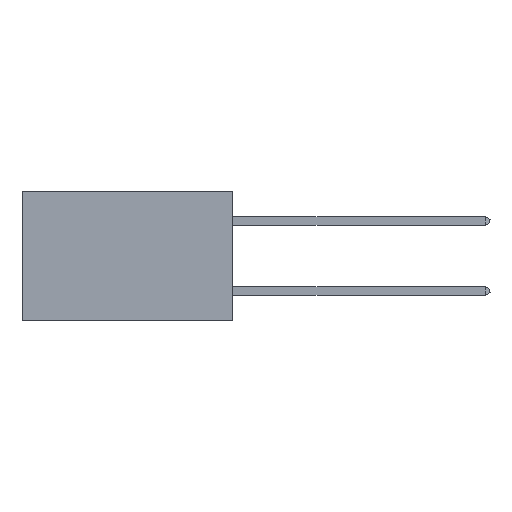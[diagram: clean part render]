
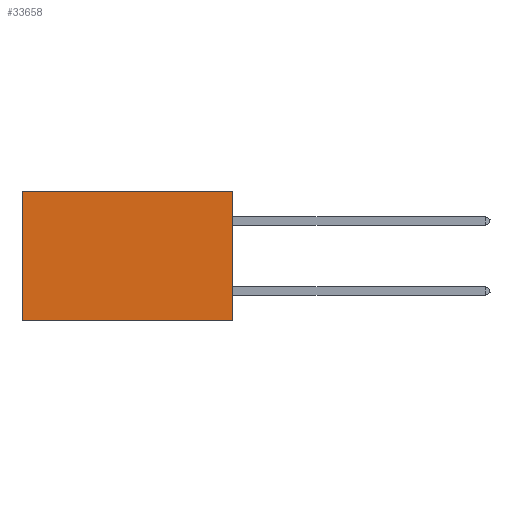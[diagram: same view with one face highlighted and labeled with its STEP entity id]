
A CAD part, left-side view. The second image highlights one B-rep face of the part: STEP entity #33658.
In plain terms, the highlighted planar face has unit normal (-1, 0, 0).
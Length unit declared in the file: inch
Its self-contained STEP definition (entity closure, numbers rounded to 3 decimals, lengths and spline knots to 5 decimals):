
#260 = CARTESIAN_POINT ( 'NONE',  ( 0.2875, 0.6, -0.37 ) ) ;
#2584 = DIRECTION ( 'NONE',  ( 1., 0., 0. ) ) ;
#3000 = FACE_OUTER_BOUND ( 'NONE', #8520, .T. ) ;
#3121 = ORIENTED_EDGE ( 'NONE', *, *, #25701, .T. ) ;
#3152 = DIRECTION ( 'NONE',  ( 0., 0., -1. ) ) ;
#4385 = AXIS2_PLACEMENT_3D ( 'NONE', #29628, #2584, #43643 ) ;
#5555 = EDGE_CURVE ( 'NONE', #39019, #9452, #11234, .T. ) ;
#6293 = CARTESIAN_POINT ( 'NONE',  ( 0.2875, 0.6, 0. ) ) ;
#8054 = VECTOR ( 'NONE', #28954, 39.37008 ) ;
#8349 = ORIENTED_EDGE ( 'NONE', *, *, #21190, .F. ) ;
#8520 = EDGE_LOOP ( 'NONE', ( #11878, #9004, #8349, #3121 ) ) ;
#9004 = ORIENTED_EDGE ( 'NONE', *, *, #5555, .F. ) ;
#9396 = CARTESIAN_POINT ( 'NONE',  ( 0.2875, 0., 0. ) ) ;
#9417 = PLANE ( 'NONE',  #4385 ) ;
#9434 = VECTOR ( 'NONE', #14178, 39.37008 ) ;
#9452 = VERTEX_POINT ( 'NONE', #260 ) ;
#10611 = CARTESIAN_POINT ( 'NONE',  ( 0.2875, 0., 0. ) ) ;
#11141 = EDGE_CURVE ( 'NONE', #30055, #9452, #17309, .T. ) ;
#11234 = LINE ( 'NONE', #39551, #8054 ) ;
#11878 = ORIENTED_EDGE ( 'NONE', *, *, #11141, .T. ) ;
#12351 = DIRECTION ( 'NONE',  ( 0., 0., -1. ) ) ;
#14178 = DIRECTION ( 'NONE',  ( 0., 1., 0. ) ) ;
#14766 = CARTESIAN_POINT ( 'NONE',  ( 0.2875, 0.6, 0. ) ) ;
#15349 = CARTESIAN_POINT ( 'NONE',  ( 0.2875, 0., -0.37 ) ) ;
#16856 = LINE ( 'NONE', #10611, #9434 ) ;
#17309 = LINE ( 'NONE', #6293, #32604 ) ;
#21190 = EDGE_CURVE ( 'NONE', #25134, #39019, #26613, .T. ) ;
#25134 = VERTEX_POINT ( 'NONE', #34409 ) ;
#25701 = EDGE_CURVE ( 'NONE', #25134, #30055, #16856, .T. ) ;
#26613 = LINE ( 'NONE', #9396, #27675 ) ;
#27675 = VECTOR ( 'NONE', #12351, 39.37008 ) ;
#28954 = DIRECTION ( 'NONE',  ( 0., 1., 0. ) ) ;
#29628 = CARTESIAN_POINT ( 'NONE',  ( 0.2875, 0., 0. ) ) ;
#30055 = VERTEX_POINT ( 'NONE', #14766 ) ;
#32604 = VECTOR ( 'NONE', #3152, 39.37008 ) ;
#33658 = ADVANCED_FACE ( 'NONE', ( #3000 ), #9417, .F. ) ;
#34409 = CARTESIAN_POINT ( 'NONE',  ( 0.2875, 0., 0. ) ) ;
#39019 = VERTEX_POINT ( 'NONE', #15349 ) ;
#39551 = CARTESIAN_POINT ( 'NONE',  ( 0.2875, 0., -0.37 ) ) ;
#43643 = DIRECTION ( 'NONE',  ( 0., 0., -1. ) ) ;
